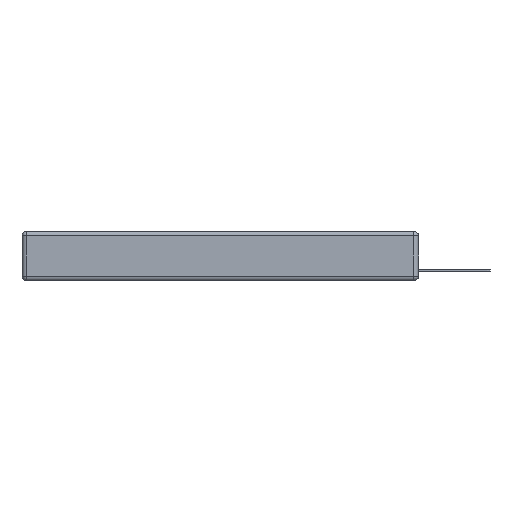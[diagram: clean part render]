
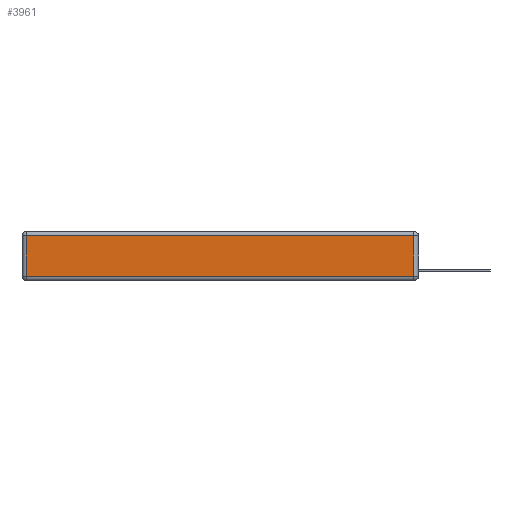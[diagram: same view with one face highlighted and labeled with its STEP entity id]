
A CAD part, left-side view. The second image highlights one B-rep face of the part: STEP entity #3961.
In plain terms, the highlighted planar face has unit normal (-1, 0, 0).
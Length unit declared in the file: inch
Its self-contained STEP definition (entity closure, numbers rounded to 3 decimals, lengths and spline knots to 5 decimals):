
#921 = CARTESIAN_POINT ( 'NONE',  ( 0., 2.72, -0.343 ) ) ;
#1112 = ORIENTED_EDGE ( 'NONE', *, *, #1758, .T. ) ;
#1154 = CARTESIAN_POINT ( 'NONE',  ( 0., 0.03, -0.03 ) ) ;
#1758 = EDGE_CURVE ( 'NONE', #2585, #2717, #10484, .T. ) ;
#2213 = DIRECTION ( 'NONE',  ( 0., -1., 0. ) ) ;
#2585 = VERTEX_POINT ( 'NONE', #1154 ) ;
#2717 = VERTEX_POINT ( 'NONE', #5681 ) ;
#2998 = LINE ( 'NONE', #921, #7943 ) ;
#3052 = CARTESIAN_POINT ( 'NONE',  ( 0., 0., -0.343 ) ) ;
#3083 = DIRECTION ( 'NONE',  ( 0., 1., 0. ) ) ;
#3527 = EDGE_CURVE ( 'NONE', #13401, #2585, #12835, .T. ) ;
#3530 = ORIENTED_EDGE ( 'NONE', *, *, #3527, .T. ) ;
#3961 = ADVANCED_FACE ( 'NONE', ( #6124 ), #11633, .T. ) ;
#4030 = ORIENTED_EDGE ( 'NONE', *, *, #5028, .T. ) ;
#4088 = DIRECTION ( 'NONE',  ( 0., 0., 1. ) ) ;
#5028 = EDGE_CURVE ( 'NONE', #2717, #8108, #2998, .T. ) ;
#5098 = CARTESIAN_POINT ( 'NONE',  ( 0., 0.03, -0.343 ) ) ;
#5164 = DIRECTION ( 'NONE',  ( 0., 0., -1. ) ) ;
#5681 = CARTESIAN_POINT ( 'NONE',  ( 0., 2.72, -0.03 ) ) ;
#6124 = FACE_OUTER_BOUND ( 'NONE', #10144, .T. ) ;
#6281 = VECTOR ( 'NONE', #2213, 39.37008 ) ;
#7017 = VECTOR ( 'NONE', #8558, 39.37008 ) ;
#7914 = AXIS2_PLACEMENT_3D ( 'NONE', #3052, #11424, #4088 ) ;
#7943 = VECTOR ( 'NONE', #5164, 39.37008 ) ;
#8108 = VERTEX_POINT ( 'NONE', #11793 ) ;
#8533 = LINE ( 'NONE', #11773, #6281 ) ;
#8558 = DIRECTION ( 'NONE',  ( 0., 0., 1. ) ) ;
#8562 = EDGE_CURVE ( 'NONE', #8108, #13401, #8533, .T. ) ;
#10144 = EDGE_LOOP ( 'NONE', ( #10165, #3530, #1112, #4030 ) ) ;
#10165 = ORIENTED_EDGE ( 'NONE', *, *, #8562, .T. ) ;
#10484 = LINE ( 'NONE', #10693, #11195 ) ;
#10693 = CARTESIAN_POINT ( 'NONE',  ( 0., 2.75, -0.03 ) ) ;
#11195 = VECTOR ( 'NONE', #3083, 39.37008 ) ;
#11424 = DIRECTION ( 'NONE',  ( -1., 0., 0. ) ) ;
#11633 = PLANE ( 'NONE',  #7914 ) ;
#11773 = CARTESIAN_POINT ( 'NONE',  ( 0., 0., -0.313 ) ) ;
#11793 = CARTESIAN_POINT ( 'NONE',  ( 0., 2.72, -0.313 ) ) ;
#12128 = CARTESIAN_POINT ( 'NONE',  ( 0., 0.03, -0.313 ) ) ;
#12835 = LINE ( 'NONE', #5098, #7017 ) ;
#13401 = VERTEX_POINT ( 'NONE', #12128 ) ;
